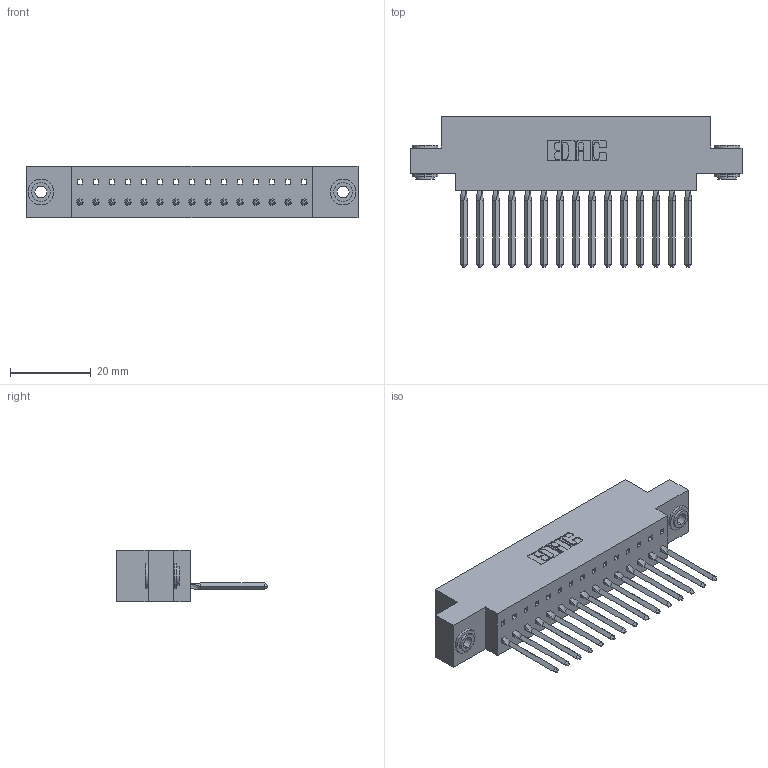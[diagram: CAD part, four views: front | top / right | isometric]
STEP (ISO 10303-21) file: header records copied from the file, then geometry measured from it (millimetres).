
FILE_DESCRIPTION (( 'STEP AP203' ), '1' );
FILE_NAME ('317-015-542-603.STEP', '2020-02-27T14:58:10', ( '' ), ( '' ), 'SwSTEP 2.0', 'SolidWorks 2016', '' );
FILE_SCHEMA (( 'CONFIG_CONTROL_DESIGN' ));
Length unit declared in the file: inch
Products named in the file (4): 317-015-542-603; 317-290-003_542; 345-250-002_345-250-002-102; 317 Part_.156 Dia - TH
Assembly tree (18 placements, depth 2):
  317-015-542-603
    317 Part_.156 Dia - TH
    317-290-003_542  x15
    345-250-002_345-250-002-102  x2
Bounding box: 82.14 x 37.34 x 12.7 mm (x, y, z)
Volume: 11990.5 mm3; surface area: 14243.3 mm2
Topology: 18 solids, 18 shells, 1265 faces, 3606 edges, 2330 vertices
Faces by surface type: plane 1028, cylinder 169, bspline 60, cone 8
Entity records: 24636 total; most frequent: CARTESIAN_POINT 4581, ORIENTED_EDGE 4252, DIRECTION 3634, EDGE_CURVE 2126, LINE 1932, VECTOR 1932, VERTEX_POINT 1410, AXIS2_PLACEMENT_3D 851
